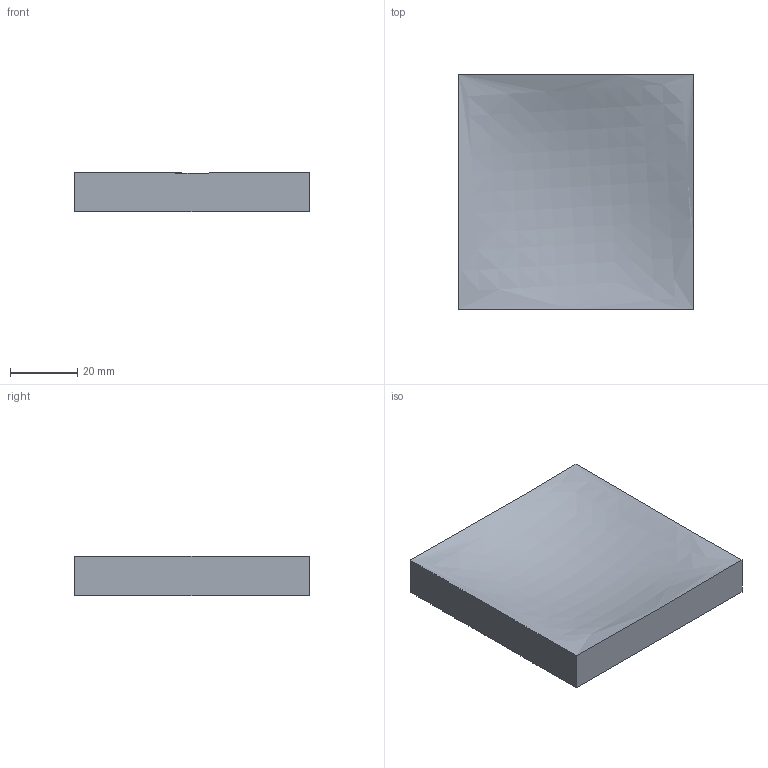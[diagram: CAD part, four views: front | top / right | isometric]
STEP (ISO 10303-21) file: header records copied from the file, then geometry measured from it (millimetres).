
FILE_DESCRIPTION (( 'STEP AP203' ), '1' );
FILE_NAME ('anti_vanilla_surf.STEP', '2018-05-21T14:38:20', ( '' ), ( '' ), 'SwSTEP 2.0', 'SolidWorks 2017', '' );
FILE_SCHEMA (( 'CONFIG_CONTROL_DESIGN' ));
Length unit declared in the file: millimetre
Products named in the file (1): anti_vanilla_surf
Bounding box: 70 x 70 x 11.74 mm (x, y, z)
Volume: 42886.7 mm3; surface area: 13145.2 mm2
Topology: 1 solids, 1 shells, 6 faces, 12 edges, 8 vertices
Faces by surface type: plane 5, bspline 1
Entity records: 1429 total; most frequent: CARTESIAN_POINT 1234, ORIENTED_EDGE 24, DIRECTION 20, EDGE_CURVE 12, LINE 8, VERTEX_POINT 8, PERSON_AND_ORGANIZATION 8, VECTOR 8
